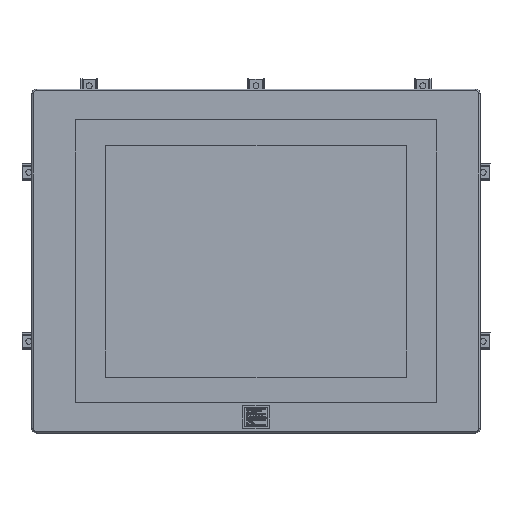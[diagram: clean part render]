
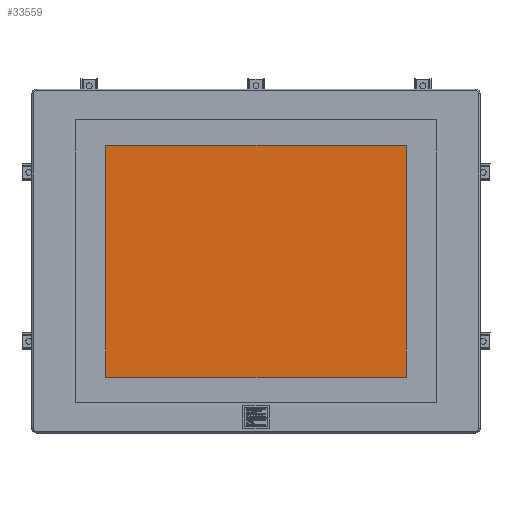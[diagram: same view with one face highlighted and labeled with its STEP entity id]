
A CAD part, top view. The second image highlights one B-rep face of the part: STEP entity #33559.
In plain terms, the highlighted planar face has unit normal (0, 0, 1).
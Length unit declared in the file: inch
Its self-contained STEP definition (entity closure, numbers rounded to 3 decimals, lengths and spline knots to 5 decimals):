
#3605 = DIRECTION ( 'NONE',  ( 0., -1., 0. ) ) ;
#10427 = VECTOR ( 'NONE', #96667, 39.37008 ) ;
#11943 = LINE ( 'NONE', #79973, #10427 ) ;
#13090 = EDGE_CURVE ( 'NONE', #29325, #62583, #29790, .T. ) ;
#25164 = CARTESIAN_POINT ( 'NONE',  ( 0., 0., 0.212 ) ) ;
#29325 = VERTEX_POINT ( 'NONE', #43125 ) ;
#29790 = LINE ( 'NONE', #37098, #41349 ) ;
#30751 = ORIENTED_EDGE ( 'NONE', *, *, #89506, .T. ) ;
#33559 = ADVANCED_FACE ( 'NONE', ( #72577 ), #39647, .F. ) ;
#35262 = CARTESIAN_POINT ( 'NONE',  ( 4.125, -3.1875, 0.212 ) ) ;
#36178 = VERTEX_POINT ( 'NONE', #40866 ) ;
#37098 = CARTESIAN_POINT ( 'NONE',  ( -4.125, -3.1875, 0.212 ) ) ;
#39647 = PLANE ( 'NONE',  #94498 ) ;
#40866 = CARTESIAN_POINT ( 'NONE',  ( 4.125, 3.1875, 0.212 ) ) ;
#41349 = VECTOR ( 'NONE', #3605, 39.37008 ) ;
#43125 = CARTESIAN_POINT ( 'NONE',  ( -4.125, 3.1875, 0.212 ) ) ;
#51110 = ORIENTED_EDGE ( 'NONE', *, *, #13090, .T. ) ;
#51416 = ORIENTED_EDGE ( 'NONE', *, *, #102243, .T. ) ;
#53261 = LINE ( 'NONE', #78376, #76074 ) ;
#54886 = EDGE_LOOP ( 'NONE', ( #51416, #86946, #51110, #30751 ) ) ;
#62583 = VERTEX_POINT ( 'NONE', #93558 ) ;
#68603 = VECTOR ( 'NONE', #102850, 39.37008 ) ;
#70696 = EDGE_CURVE ( 'NONE', #36178, #29325, #53261, .T. ) ;
#72577 = FACE_OUTER_BOUND ( 'NONE', #54886, .T. ) ;
#76074 = VECTOR ( 'NONE', #87278, 39.37008 ) ;
#76435 = DIRECTION ( 'NONE',  ( -1., 0., 0. ) ) ;
#78350 = CARTESIAN_POINT ( 'NONE',  ( -4.125, -3.1875, 0.212 ) ) ;
#78376 = CARTESIAN_POINT ( 'NONE',  ( -4.125, 3.1875, 0.212 ) ) ;
#79538 = VERTEX_POINT ( 'NONE', #35262 ) ;
#79973 = CARTESIAN_POINT ( 'NONE',  ( 4.125, -3.1875, 0.212 ) ) ;
#86946 = ORIENTED_EDGE ( 'NONE', *, *, #70696, .T. ) ;
#87278 = DIRECTION ( 'NONE',  ( -1., 0., 0. ) ) ;
#89506 = EDGE_CURVE ( 'NONE', #62583, #79538, #96121, .T. ) ;
#93558 = CARTESIAN_POINT ( 'NONE',  ( -4.125, -3.1875, 0.212 ) ) ;
#94498 = AXIS2_PLACEMENT_3D ( 'NONE', #25164, #102565, #76435 ) ;
#96121 = LINE ( 'NONE', #78350, #68603 ) ;
#96667 = DIRECTION ( 'NONE',  ( 0., 1., 0. ) ) ;
#102243 = EDGE_CURVE ( 'NONE', #79538, #36178, #11943, .T. ) ;
#102565 = DIRECTION ( 'NONE',  ( 0., 0., -1. ) ) ;
#102850 = DIRECTION ( 'NONE',  ( 1., 0., 0. ) ) ;
